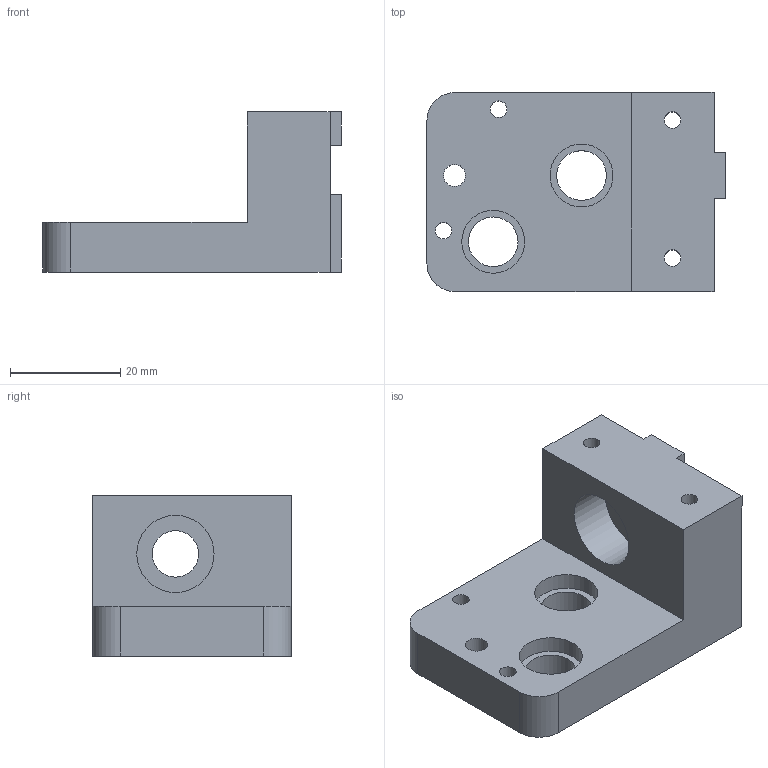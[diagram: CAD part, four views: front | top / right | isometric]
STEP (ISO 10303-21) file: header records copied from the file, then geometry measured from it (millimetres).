
FILE_DESCRIPTION(/* description */ (''),/* implementation_level */ '2;1');
FILE_NAME(/* name */ 'YIdler1Bottom.stp',/* time_stamp */ '2014-06-26T21:31:22+02:00',/* author */ (''),/* organization */ (''),/* preprocessor_version */ 'ST-DEVELOPER v15.6',/* originating_system */ 'Autodesk Translator Framework v3.0.0.6910',/* authorisation */ '');
FILE_SCHEMA (('AUTOMOTIVE_DESIGN { 1 0 10303 214 3 1 1 }'));
Length unit declared in the file: centimetre
Products named in the file (3): Component12 Copy1; Component3 Copy1; y-idler1_bottom v2
Bounding box: 54 x 36 x 29 mm (x, y, z)
Volume: 24241.9 mm3; surface area: 8928.3 mm2
Topology: 1 solids, 1 shells, 32 faces, 83 edges, 56 vertices
Faces by surface type: plane 19, cylinder 13
Full cylindrical faces by diameter (mm): 3 x4, 4 x1, 8.4 x1, 9 x2, 11.4 x2, 14 x1
Entity records: 1018 total; most frequent: DIRECTION 170, CARTESIAN_POINT 161, ORIENTED_EDGE 140, EDGE_CURVE 70, AXIS2_PLACEMENT_3D 63, EDGE_LOOP 62, VERTEX_POINT 54, LINE 44
